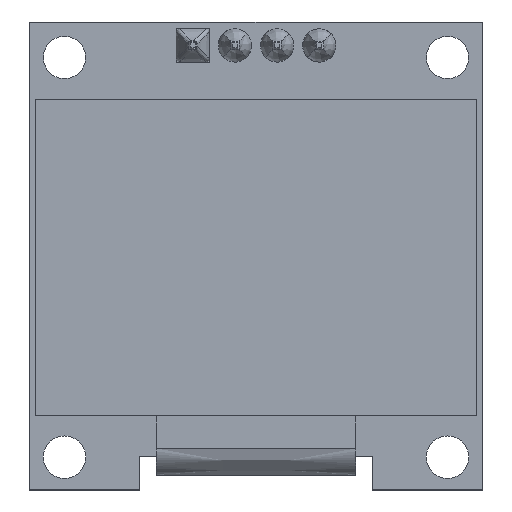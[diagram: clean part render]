
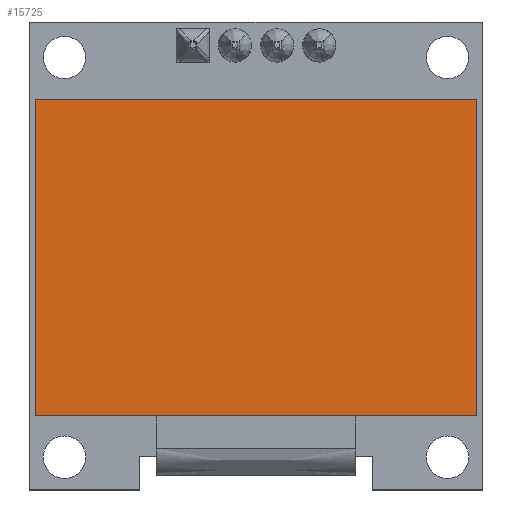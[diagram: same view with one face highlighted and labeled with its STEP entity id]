
A CAD part, top view. The second image highlights one B-rep face of the part: STEP entity #15725.
In plain terms, the highlighted planar face has unit normal (0, 0, 1).
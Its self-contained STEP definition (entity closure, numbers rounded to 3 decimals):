
#955=PLANE('',#16596);
#1697=FACE_OUTER_BOUND('',#2614,.T.);
#2614=EDGE_LOOP('',(#12285,#12286,#12287,#12288));
#4015=LINE('',#23243,#5946);
#4019=LINE('',#23250,#5950);
#4022=LINE('',#23256,#5953);
#4024=LINE('',#23260,#5955);
#5946=VECTOR('',#18419,10.);
#5950=VECTOR('',#18425,10.);
#5953=VECTOR('',#18430,10.);
#5955=VECTOR('',#18436,10.);
#7950=VERTEX_POINT('',#23240);
#7951=VERTEX_POINT('',#23242);
#7953=VERTEX_POINT('',#23248);
#7955=VERTEX_POINT('',#23254);
#9565=EDGE_CURVE('',#7951,#7950,#4015,.T.);
#9569=EDGE_CURVE('',#7950,#7953,#4019,.T.);
#9572=EDGE_CURVE('',#7953,#7955,#4022,.T.);
#9574=EDGE_CURVE('',#7955,#7951,#4024,.T.);
#12285=ORIENTED_EDGE('',*,*,#9569,.T.);
#12286=ORIENTED_EDGE('',*,*,#9572,.T.);
#12287=ORIENTED_EDGE('',*,*,#9574,.T.);
#12288=ORIENTED_EDGE('',*,*,#9565,.T.);
#15725=ADVANCED_FACE('',(#1697),#955,.T.);
#16596=AXIS2_PLACEMENT_3D('',#23261,#18437,#18438);
#18419=DIRECTION('',(0.,1.,0.));
#18425=DIRECTION('',(-1.,0.,0.));
#18430=DIRECTION('',(0.,-1.,0.));
#18436=DIRECTION('',(1.,0.,0.));
#18437=DIRECTION('center_axis',(0.,0.,1.));
#18438=DIRECTION('ref_axis',(1.,0.,0.));
#23240=CARTESIAN_POINT('',(13.25,9.5,1.5));
#23242=CARTESIAN_POINT('',(13.25,-9.5,1.5));
#23243=CARTESIAN_POINT('',(13.25,-9.5,1.5));
#23248=CARTESIAN_POINT('',(-13.25,9.5,1.5));
#23250=CARTESIAN_POINT('',(13.25,9.5,1.5));
#23254=CARTESIAN_POINT('',(-13.25,-9.5,1.5));
#23256=CARTESIAN_POINT('',(-13.25,9.5,1.5));
#23260=CARTESIAN_POINT('',(-13.25,-9.5,1.5));
#23261=CARTESIAN_POINT('Origin',(0.,0.,
1.5));
